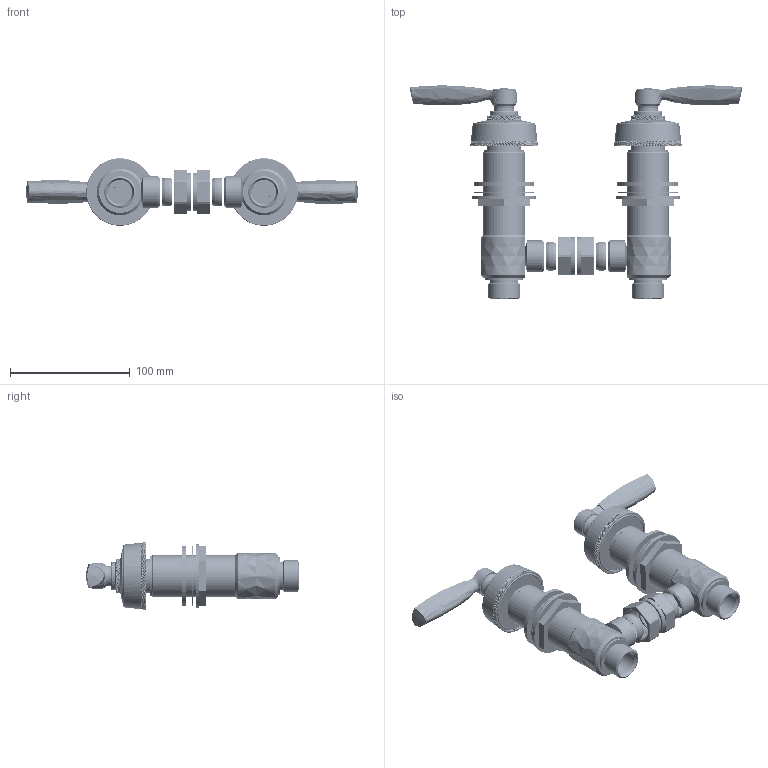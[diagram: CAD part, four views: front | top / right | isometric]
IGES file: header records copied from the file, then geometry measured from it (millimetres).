
Global section: file name: T10K42-LB; native system: Autodesk Inventor 2020; preprocessor: unknown; author: camerond; date: 20220321.085143; units: millimetre
Bounding box: 277 x 177.77 x 56.42 mm (x, y, z)
Volume: 310907.5 mm3; surface area: 196196.6 mm2
Topology: 60 solids, 60 shells, 13846 faces, 30754 edges, 17120 vertices
Faces by surface type: bspline 13846
